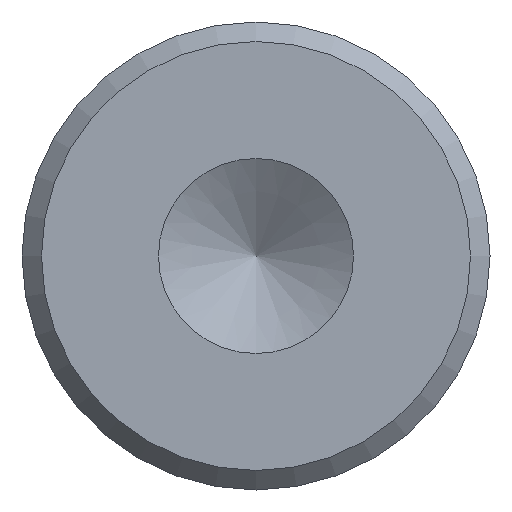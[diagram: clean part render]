
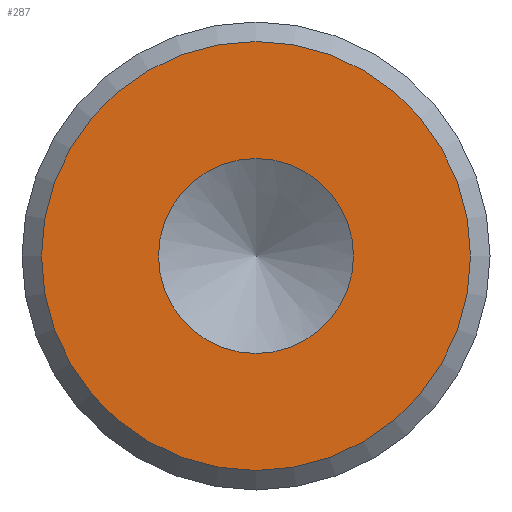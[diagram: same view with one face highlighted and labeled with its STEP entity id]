
A CAD part, front view. The second image highlights one B-rep face of the part: STEP entity #287.
In plain terms, the highlighted planar face has unit normal (0, -1, 0).
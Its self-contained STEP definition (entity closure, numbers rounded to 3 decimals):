
#9 = FACE_BOUND ( 'NONE', #113, .T. ) ;
#13 = ORIENTED_EDGE ( 'NONE', *, *, #61, .F. ) ;
#20 = CIRCLE ( 'NONE', #291, 5.5 ) ;
#27 = CIRCLE ( 'NONE', #36, 2.5 ) ;
#36 = AXIS2_PLACEMENT_3D ( 'NONE', #246, #142, #247 ) ;
#39 = EDGE_CURVE ( 'NONE', #211, #211, #27, .T. ) ;
#53 = ORIENTED_EDGE ( 'NONE', *, *, #39, .F. ) ;
#61 = EDGE_CURVE ( 'NONE', #89, #89, #20, .T. ) ;
#82 = DIRECTION ( 'NONE',  ( 0., 0., 1. ) ) ;
#89 = VERTEX_POINT ( 'NONE', #158 ) ;
#108 = FACE_OUTER_BOUND ( 'NONE', #162, .T. ) ;
#110 = CARTESIAN_POINT ( 'NONE',  ( 0., 0., -2.5 ) ) ;
#113 = EDGE_LOOP ( 'NONE', ( #53 ) ) ;
#129 = PLANE ( 'NONE',  #214 ) ;
#142 = DIRECTION ( 'NONE',  ( 0., -1., 0. ) ) ;
#158 = CARTESIAN_POINT ( 'NONE',  ( 0., 0., 5.5 ) ) ;
#162 = EDGE_LOOP ( 'NONE', ( #13 ) ) ;
#166 = CARTESIAN_POINT ( 'NONE',  ( 0., 0., 0. ) ) ;
#167 = DIRECTION ( 'NONE',  ( 0., 0., 1. ) ) ;
#198 = DIRECTION ( 'NONE',  ( 0., 1., 0. ) ) ;
#211 = VERTEX_POINT ( 'NONE', #110 ) ;
#214 = AXIS2_PLACEMENT_3D ( 'NONE', #166, #229, #167 ) ;
#229 = DIRECTION ( 'NONE',  ( 0., 1., 0. ) ) ;
#246 = CARTESIAN_POINT ( 'NONE',  ( 0., 0., 0. ) ) ;
#247 = DIRECTION ( 'NONE',  ( 0., 0., -1. ) ) ;
#272 = CARTESIAN_POINT ( 'NONE',  ( 0., 0., 0. ) ) ;
#287 = ADVANCED_FACE ( 'NONE', ( #9, #108 ), #129, .F. ) ;
#291 = AXIS2_PLACEMENT_3D ( 'NONE', #272, #198, #82 ) ;
